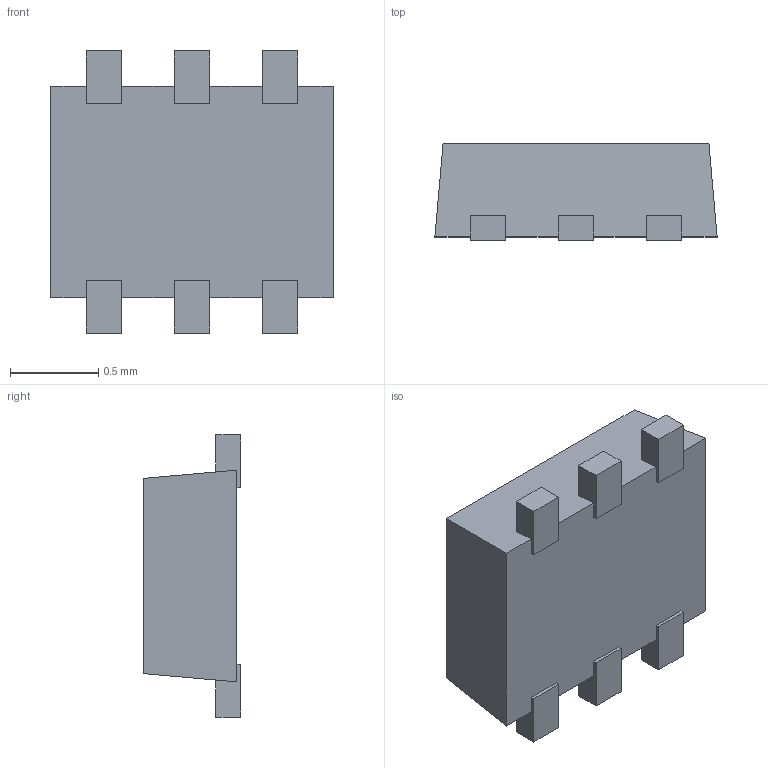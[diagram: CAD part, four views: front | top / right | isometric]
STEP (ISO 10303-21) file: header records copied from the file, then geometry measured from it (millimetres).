
FILE_DESCRIPTION (( 'STEP AP214' ), '1' );
FILE_NAME ('RT5760CHGH6F.STEP', '2024-11-04T17:23:08', ( '' ), ( '' ), 'SwSTEP 2.0', 'SolidWorks 2020', '' );
FILE_SCHEMA (( 'AUTOMOTIVE_DESIGN' ));
Length unit declared in the file: millimetre
Products named in the file (1): RT5760CHGH6F
Bounding box: 1.6 x 0.55 x 1.6 mm (x, y, z)
Volume: 1 mm3; surface area: 7.4 mm2
Topology: 1 solids, 1 shells, 42 faces, 120 edges, 80 vertices
Faces by surface type: plane 42
Entity records: 1444 total; most frequent: CARTESIAN_POINT 243, ORIENTED_EDGE 240, DIRECTION 206, EDGE_CURVE 120, VECTOR 120, LINE 120, VERTEX_POINT 80, AXIS2_PLACEMENT_3D 43
